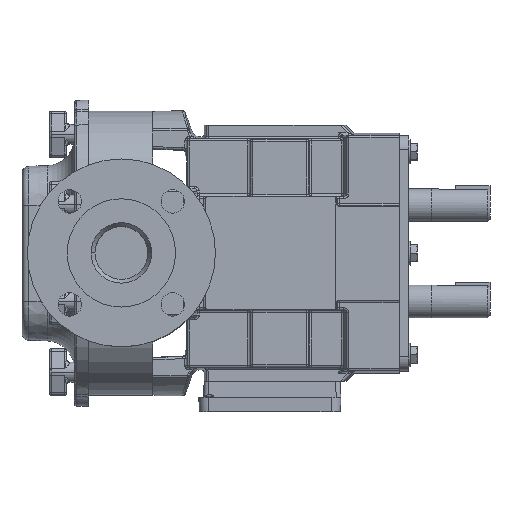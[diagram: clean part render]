
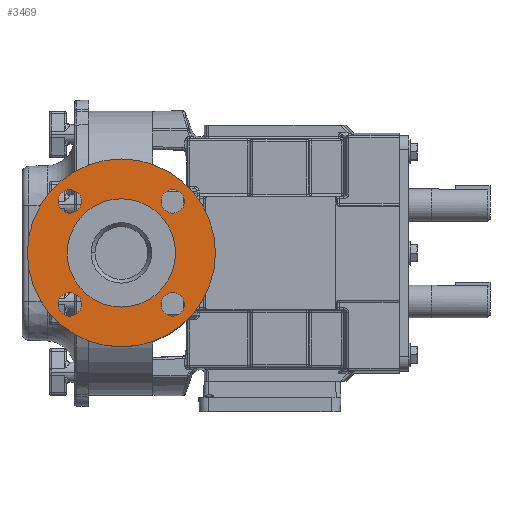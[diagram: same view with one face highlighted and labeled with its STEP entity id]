
A CAD part, top view. The second image highlights one B-rep face of the part: STEP entity #3469.
In plain terms, the highlighted face is planar.
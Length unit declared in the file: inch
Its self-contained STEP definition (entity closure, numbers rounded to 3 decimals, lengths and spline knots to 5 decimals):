
#151 = AXIS2_PLACEMENT_3D ( 'NONE', #10664, #35884, #8000 ) ;
#733 = VERTEX_POINT ( 'NONE', #39661 ) ;
#1014 = DIRECTION ( 'NONE',  ( 1., 0., 0. ) ) ;
#1099 = EDGE_CURVE ( 'NONE', #16694, #31585, #1846, .T. ) ;
#1348 = CARTESIAN_POINT ( 'NONE',  ( -2.5, 0., -2.44 ) ) ;
#1839 = CIRCLE ( 'NONE', #13563, 2.5 ) ;
#1846 = CIRCLE ( 'NONE', #31795, 0.3125 ) ;
#1862 = CARTESIAN_POINT ( 'NONE',  ( -1.37002, -1.37002, -2.44 ) ) ;
#2242 = AXIS2_PLACEMENT_3D ( 'NONE', #13218, #16875, #4621 ) ;
#2655 = DIRECTION ( 'NONE',  ( -1., 0., 0. ) ) ;
#2877 = ORIENTED_EDGE ( 'NONE', *, *, #39933, .F. ) ;
#2944 = CARTESIAN_POINT ( 'NONE',  ( -1.37002, -1.37002, -2.44 ) ) ;
#3361 = ORIENTED_EDGE ( 'NONE', *, *, #25141, .T. ) ;
#3469 = ADVANCED_FACE ( 'NONE', ( #38629, #4424, #10562, #7292, #9952, #10170 ), #31943, .T. ) ;
#3523 = CIRCLE ( 'NONE', #25638, 0.3125 ) ;
#3665 = EDGE_LOOP ( 'NONE', ( #11436, #31561 ) ) ;
#3857 = DIRECTION ( 'NONE',  ( 1., 0., 0. ) ) ;
#3885 = CARTESIAN_POINT ( 'NONE',  ( -1.68252, 1.37002, -2.44 ) ) ;
#4424 = FACE_BOUND ( 'NONE', #3665, .T. ) ;
#4621 = DIRECTION ( 'NONE',  ( -1., 0., 0. ) ) ;
#5171 = CARTESIAN_POINT ( 'NONE',  ( 1.44, 0., -2.44 ) ) ;
#5316 = CIRCLE ( 'NONE', #151, 0.3125 ) ;
#5336 = EDGE_CURVE ( 'NONE', #14046, #20625, #30498, .T. ) ;
#5979 = DIRECTION ( 'NONE',  ( -1., 0., 0. ) ) ;
#6037 = DIRECTION ( 'NONE',  ( -1., 0., 0. ) ) ;
#6613 = EDGE_CURVE ( 'NONE', #13548, #19241, #25855, .T. ) ;
#6749 = EDGE_LOOP ( 'NONE', ( #3361, #8654 ) ) ;
#7004 = CARTESIAN_POINT ( 'NONE',  ( -1.05752, 1.37002, -2.44 ) ) ;
#7039 = DIRECTION ( 'NONE',  ( -1., 0., 0. ) ) ;
#7116 = VERTEX_POINT ( 'NONE', #37911 ) ;
#7292 = FACE_BOUND ( 'NONE', #18183, .T. ) ;
#8000 = DIRECTION ( 'NONE',  ( -1., 0., 0. ) ) ;
#8010 = CARTESIAN_POINT ( 'NONE',  ( -1.68252, -1.37002, -2.44 ) ) ;
#8044 = CIRCLE ( 'NONE', #10001, 0.3125 ) ;
#8654 = ORIENTED_EDGE ( 'NONE', *, *, #35614, .T. ) ;
#9617 = ORIENTED_EDGE ( 'NONE', *, *, #6613, .F. ) ;
#9708 = CARTESIAN_POINT ( 'NONE',  ( 1.37002, -1.37002, -2.44 ) ) ;
#9952 = FACE_BOUND ( 'NONE', #6749, .T. ) ;
#10001 = AXIS2_PLACEMENT_3D ( 'NONE', #39536, #27340, #39736 ) ;
#10170 = FACE_OUTER_BOUND ( 'NONE', #21676, .T. ) ;
#10375 = ORIENTED_EDGE ( 'NONE', *, *, #24118, .F. ) ;
#10562 = FACE_BOUND ( 'NONE', #15277, .T. ) ;
#10664 = CARTESIAN_POINT ( 'NONE',  ( 1.37002, 1.37002, -2.44 ) ) ;
#11436 = ORIENTED_EDGE ( 'NONE', *, *, #13151, .F. ) ;
#11644 = ORIENTED_EDGE ( 'NONE', *, *, #5336, .F. ) ;
#11851 = DIRECTION ( 'NONE',  ( 0., 0., -1. ) ) ;
#11931 = DIRECTION ( 'NONE',  ( -1., 0., 0. ) ) ;
#12116 = CARTESIAN_POINT ( 'NONE',  ( -1.37002, 1.37002, -2.44 ) ) ;
#13151 = EDGE_CURVE ( 'NONE', #7116, #29958, #28633, .T. ) ;
#13155 = DIRECTION ( 'NONE',  ( 0., 0., -1. ) ) ;
#13218 = CARTESIAN_POINT ( 'NONE',  ( 0., 1.44, -2.44 ) ) ;
#13548 = VERTEX_POINT ( 'NONE', #8010 ) ;
#13563 = AXIS2_PLACEMENT_3D ( 'NONE', #34494, #19025, #31457 ) ;
#14046 = VERTEX_POINT ( 'NONE', #14634 ) ;
#14495 = EDGE_CURVE ( 'NONE', #26582, #733, #1839, .T. ) ;
#14634 = CARTESIAN_POINT ( 'NONE',  ( 1.68252, 1.37002, -2.44 ) ) ;
#15277 = EDGE_LOOP ( 'NONE', ( #9617, #10375 ) ) ;
#15388 = DIRECTION ( 'NONE',  ( 0., 0., -1. ) ) ;
#15630 = EDGE_CURVE ( 'NONE', #29958, #7116, #8044, .T. ) ;
#16694 = VERTEX_POINT ( 'NONE', #3885 ) ;
#16875 = DIRECTION ( 'NONE',  ( 0., 0., -1. ) ) ;
#17045 = CIRCLE ( 'NONE', #26769, 2.5 ) ;
#17241 = VERTEX_POINT ( 'NONE', #27654 ) ;
#17519 = AXIS2_PLACEMENT_3D ( 'NONE', #29966, #37735, #21879 ) ;
#18008 = ORIENTED_EDGE ( 'NONE', *, *, #36943, .F. ) ;
#18183 = EDGE_LOOP ( 'NONE', ( #19086, #18008 ) ) ;
#19025 = DIRECTION ( 'NONE',  ( 0., 0., 1. ) ) ;
#19086 = ORIENTED_EDGE ( 'NONE', *, *, #1099, .F. ) ;
#19241 = VERTEX_POINT ( 'NONE', #30769 ) ;
#19360 = DIRECTION ( 'NONE',  ( 0., 0., 1. ) ) ;
#19563 = CARTESIAN_POINT ( 'NONE',  ( 0., 0., -2.44 ) ) ;
#20011 = ORIENTED_EDGE ( 'NONE', *, *, #14495, .F. ) ;
#20625 = VERTEX_POINT ( 'NONE', #24811 ) ;
#20785 = CIRCLE ( 'NONE', #29970, 0.3125 ) ;
#21106 = CARTESIAN_POINT ( 'NONE',  ( 1.68252, -1.37002, -2.44 ) ) ;
#21676 = EDGE_LOOP ( 'NONE', ( #2877, #20011 ) ) ;
#21879 = DIRECTION ( 'NONE',  ( -1., 0., 0. ) ) ;
#22115 = DIRECTION ( 'NONE',  ( 0., 0., -1. ) ) ;
#22442 = AXIS2_PLACEMENT_3D ( 'NONE', #19563, #31979, #1014 ) ;
#24118 = EDGE_CURVE ( 'NONE', #19241, #13548, #3523, .T. ) ;
#24530 = DIRECTION ( 'NONE',  ( 0., 0., -1. ) ) ;
#24811 = CARTESIAN_POINT ( 'NONE',  ( 1.05752, 1.37002, -2.44 ) ) ;
#25141 = EDGE_CURVE ( 'NONE', #38403, #17241, #30917, .T. ) ;
#25638 = AXIS2_PLACEMENT_3D ( 'NONE', #1862, #11851, #2655 ) ;
#25855 = CIRCLE ( 'NONE', #31700, 0.3125 ) ;
#26500 = DIRECTION ( 'NONE',  ( 0., 0., 1. ) ) ;
#26582 = VERTEX_POINT ( 'NONE', #1348 ) ;
#26769 = AXIS2_PLACEMENT_3D ( 'NONE', #38500, #26500, #38897 ) ;
#27340 = DIRECTION ( 'NONE',  ( 0., 0., -1. ) ) ;
#27654 = CARTESIAN_POINT ( 'NONE',  ( -1.44, 0., -2.44 ) ) ;
#28395 = EDGE_CURVE ( 'NONE', #20625, #14046, #5316, .T. ) ;
#28633 = CIRCLE ( 'NONE', #36454, 0.3125 ) ;
#29958 = VERTEX_POINT ( 'NONE', #21106 ) ;
#29966 = CARTESIAN_POINT ( 'NONE',  ( 1.37002, 1.37002, -2.44 ) ) ;
#29970 = AXIS2_PLACEMENT_3D ( 'NONE', #34934, #13155, #7039 ) ;
#30498 = CIRCLE ( 'NONE', #17519, 0.3125 ) ;
#30769 = CARTESIAN_POINT ( 'NONE',  ( -1.05752, -1.37002, -2.44 ) ) ;
#30917 = CIRCLE ( 'NONE', #22442, 1.44 ) ;
#31211 = ORIENTED_EDGE ( 'NONE', *, *, #28395, .F. ) ;
#31380 = CARTESIAN_POINT ( 'NONE',  ( 0., 0., -2.44 ) ) ;
#31457 = DIRECTION ( 'NONE',  ( 1., 0., 0. ) ) ;
#31561 = ORIENTED_EDGE ( 'NONE', *, *, #15630, .F. ) ;
#31585 = VERTEX_POINT ( 'NONE', #7004 ) ;
#31700 = AXIS2_PLACEMENT_3D ( 'NONE', #2944, #15388, #11931 ) ;
#31795 = AXIS2_PLACEMENT_3D ( 'NONE', #12116, #24530, #5979 ) ;
#31943 = PLANE ( 'NONE',  #2242 ) ;
#31979 = DIRECTION ( 'NONE',  ( 0., 0., 1. ) ) ;
#34355 = AXIS2_PLACEMENT_3D ( 'NONE', #31380, #19360, #3857 ) ;
#34494 = CARTESIAN_POINT ( 'NONE',  ( 0., 0., -2.44 ) ) ;
#34934 = CARTESIAN_POINT ( 'NONE',  ( -1.37002, 1.37002, -2.44 ) ) ;
#35614 = EDGE_CURVE ( 'NONE', #17241, #38403, #36937, .T. ) ;
#35884 = DIRECTION ( 'NONE',  ( 0., 0., -1. ) ) ;
#36454 = AXIS2_PLACEMENT_3D ( 'NONE', #9708, #22115, #6037 ) ;
#36937 = CIRCLE ( 'NONE', #34355, 1.44 ) ;
#36943 = EDGE_CURVE ( 'NONE', #31585, #16694, #20785, .T. ) ;
#37735 = DIRECTION ( 'NONE',  ( 0., 0., -1. ) ) ;
#37911 = CARTESIAN_POINT ( 'NONE',  ( 1.05752, -1.37002, -2.44 ) ) ;
#38318 = EDGE_LOOP ( 'NONE', ( #31211, #11644 ) ) ;
#38403 = VERTEX_POINT ( 'NONE', #5171 ) ;
#38500 = CARTESIAN_POINT ( 'NONE',  ( 0., 0., -2.44 ) ) ;
#38629 = FACE_BOUND ( 'NONE', #38318, .T. ) ;
#38897 = DIRECTION ( 'NONE',  ( 1., 0., 0. ) ) ;
#39536 = CARTESIAN_POINT ( 'NONE',  ( 1.37002, -1.37002, -2.44 ) ) ;
#39661 = CARTESIAN_POINT ( 'NONE',  ( 2.5, 0., -2.44 ) ) ;
#39736 = DIRECTION ( 'NONE',  ( -1., 0., 0. ) ) ;
#39933 = EDGE_CURVE ( 'NONE', #733, #26582, #17045, .T. ) ;
